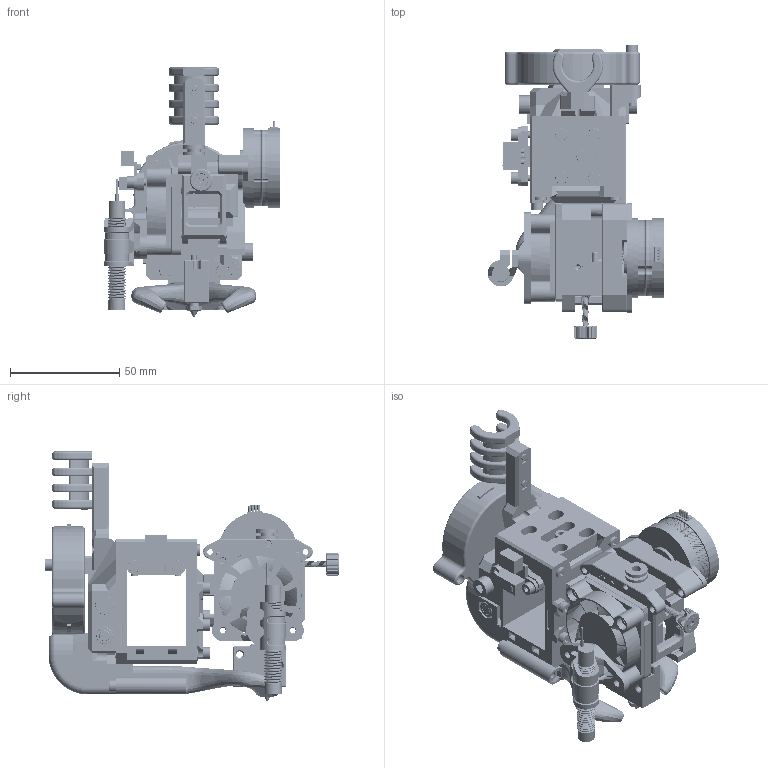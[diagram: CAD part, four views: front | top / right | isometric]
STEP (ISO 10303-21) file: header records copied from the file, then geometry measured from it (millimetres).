
FILE_DESCRIPTION(/* description */ (''),/* implementation_level */ '2;1');
FILE_NAME(/* name */ '[Assembly] Mellow Sunrise Volcano v2.step',/* time_stamp */ '2021-08-04T09:49:57+01:00',/* author */ (''),/* organization */ (''),/* preprocessor_version */ 'ST-DEVELOPER v18.1',/* originating_system */ 'Autodesk Translation Framework v10.9.0.1377',/* authorisation */ '');
FILE_SCHEMA (('AUTOMOTIVE_DESIGN { 1 0 10303 214 3 1 1 }'));
Products named in the file (84): [Assembly] Mellow Sunrise Volcano; [Top] Generic <1>; [Endstop] Angled Endstop <1>; Angled endstop <1>; Part 7; Part 10; Part 1; Part 3; Part 14; Part 2; Part 9; Part 5; Part 12; Part 11; Part 8; Part 4; Part 13; Part 6; top_endstop_angled; DIN 912 M3 6 mm; top_mgn12; [Face] __ALL__ <1>; [Face] Universal <2>; Belt Grabber <1>; Belt Grabber <2>; DIN 912 M3 8 mm; face_belt_grabber; universal_face; [Bottom] Bottom <1>; DIN 912 M3 35 mm; bottom_mgn12_short_duct; Duct v2.1 Straight; Universal Cable Holder <1>; unversal_cable_mount; DIN 912 M3 10 mm; DIN 912 M3 12 mm; cable_holder; [Back] CoreXY <1>; back_corexy; M5  Hex nut Nyloc ...
Assembly tree (120 placements, depth 5):
  [Assembly] Mellow Sunrise Volcano
    [Top] Generic <1>
      [Endstop] Angled Endstop <1>
        Angled endstop <1>
          Part 7
          Part 10
          Part 1
          Part 3
          Part 14
          Part 2
          Part 9
          Part 5
          Part 12
          Part 11
          Part 8
          Part 4
          Part 13
          Part 6
        DIN 912 M3 6 mm  x2
        top_endstop_angled
      DIN 912 M3 10 mm  x4
      DIN 912 M3 35 mm  x2
      M3  Hex nut 
      top_mgn12
      DIN 912 M3 8 mm
    [Face] __ALL__ <1>
      [Face] Universal <2>
        M3  Hex nut   x4
        Belt Grabber <1>
          face_belt_grabber
          DIN 912 M3 8 mm  x2
        Belt Grabber <2>
          DIN 912 M3 8 mm  x2
          face_belt_grabber
        universal_face
    [Bottom] Bottom <1>
      DIN 912 M3 12 mm  x2
      M3  Hex nut   x2
      DIN 912 M3 35 mm  x2
      bottom_mgn12_short_duct
      Duct v2.1 Straight
    Universal Cable Holder <1>
      M3  Hex nut   x2
      DIN 912 M3 10 mm  x2
      DIN 912 M3 12 mm  x3
      unversal_cable_mount
      cable_holder
    [Back] CoreXY <1>
      M3  Hex nut   x8
      back_corexy
      M5  Hex nut Nyloc  x2
      tension_slider_9mm_belt_M5  x2
      DIN 912 M3 25 mm
      DIN 912 M5 45 mm  x2
      5015 fan
    NF_35BMG-001
      NF 35BMG-KT-B
      NF 35BMG-DZ
      LDO_36STH17-1004AHG
        T10 SpurGear
Bounding box: 80.8 x 134.4 x 114.08 mm (x, y, z)
Volume: 181125.4 mm3; surface area: 155296.9 mm2
Topology: 106 solids, 106 shells, 4362 faces, 10951 edges, 6926 vertices
Faces by surface type: plane 2082, cylinder 1150, torus 517, bspline 454, cone 143, sphere 16
Full cylindrical faces by diameter (mm): 0.4 x1, 1.2 x5, 1.6 x1, 1.8 x1, 1.95 x1, 2 x3, 2.35 x45, 2.4 x3, 2.5 x21, 2.529 x8, 2.9 x7, 3 x93, 3.05 x1, 3.086 x8, 3.1 x1, 3.2 x9, 3.3 x37, 3.4 x13, 3.5 x4, 4.1 x2, 4.2 x4, 4.3 x2, 4.5 x2, 4.7 x1, 4.98 x2, 5 x6, 5.1 x4, 5.5 x23, 5.6 x8, 5.8 x2
Entity records: 199719 total; most frequent: CARTESIAN_POINT 109953, ORIENTED_EDGE 18544, DIRECTION 17377, EDGE_CURVE 9272, AXIS2_PLACEMENT_3D 6422, VERTEX_POINT 5907, LINE 4533, VECTOR 4533
